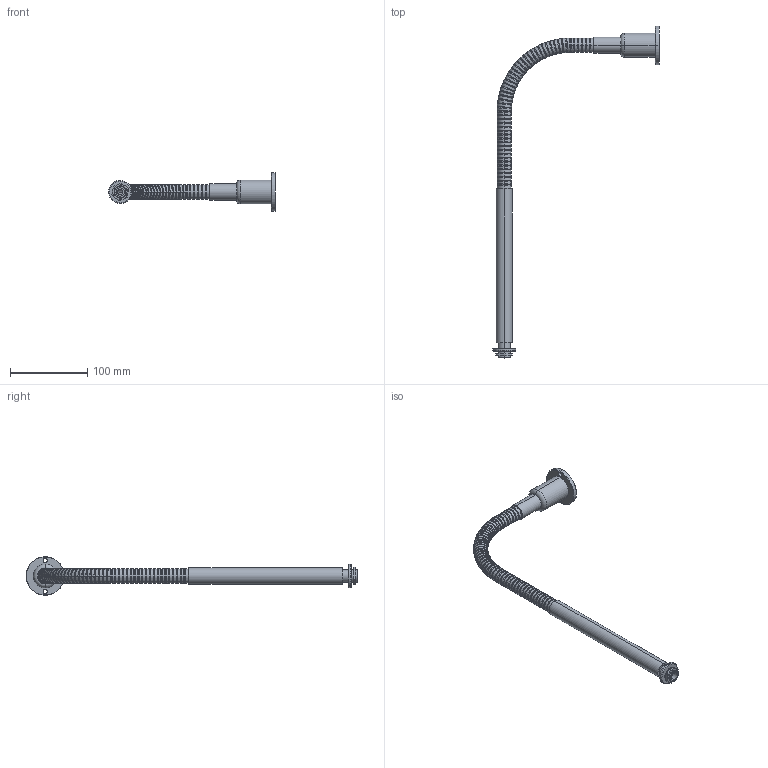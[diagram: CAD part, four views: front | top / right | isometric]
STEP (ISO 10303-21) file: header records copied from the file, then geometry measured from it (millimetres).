
FILE_DESCRIPTION (( 'STEP AP203' ), '1' );
FILE_NAME ('+JSBRU007 R01 BENT.STEP', '2019-02-18T10:53:44', ( '' ), ( '' ), 'SwSTEP 2.0', 'SolidWorks 2018', '' );
FILE_SCHEMA (( 'CONFIG_CONTROL_DESIGN' ));
Length unit declared in the file: millimetre
Products named in the file (1): +JSBRU007 R01 BENT
Bounding box: 216.33 x 430.94 x 50 mm (x, y, z)
Volume: 154278.1 mm3; surface area: 63716.8 mm2
Topology: 6 solids, 6 shells, 452 faces, 1046 edges, 614 vertices
Faces by surface type: torus 276, cylinder 110, cone 34, plane 32
Entity records: 17683 total; most frequent: CARTESIAN_POINT 7447, DIRECTION 2278, ORIENTED_EDGE 2092, AXIS2_PLACEMENT_3D 1073, EDGE_CURVE 1046, CIRCLE 620, VERTEX_POINT 614, EDGE_LOOP 480
